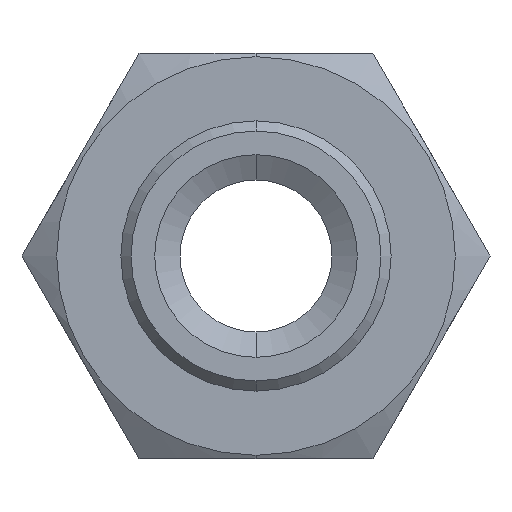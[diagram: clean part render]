
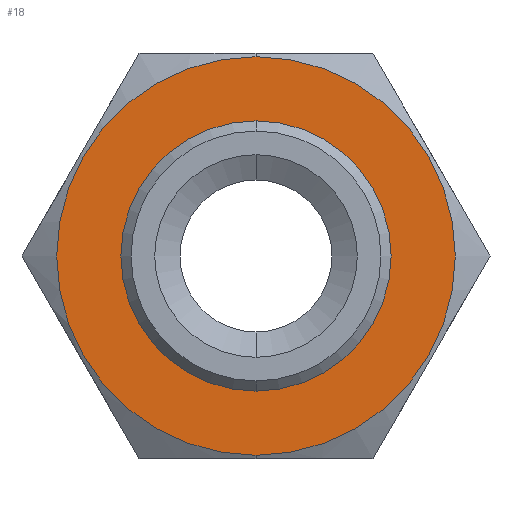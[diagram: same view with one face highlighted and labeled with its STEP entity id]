
A CAD part, front view. The second image highlights one B-rep face of the part: STEP entity #18.
In plain terms, the highlighted planar face has unit normal (0, -1, 0).
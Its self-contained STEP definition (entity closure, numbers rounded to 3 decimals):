
#18 = ADVANCED_FACE ( 'NONE', ( #900, #901 ), #267, .T. ) ;
#63 = EDGE_CURVE ( 'NONE', #417, #446, #1606, .T. ) ;
#89 = EDGE_CURVE ( 'NONE', #374, #375, #1503, .T. ) ;
#118 = EDGE_CURVE ( 'NONE', #375, #374, #1574, .T. ) ;
#164 = EDGE_CURVE ( 'NONE', #446, #417, #1458, .T. ) ;
#266 = CARTESIAN_POINT ( 'NONE',  ( 5.9, 18., 0. ) ) ;
#267 = PLANE ( 'NONE',  #1615 ) ;
#268 = DIRECTION ( 'NONE',  ( 0., 0., -1. ) ) ;
#269 = DIRECTION ( 'NONE',  ( 0., -1., 0. ) ) ;
#374 = VERTEX_POINT ( 'NONE', #745 ) ;
#375 = VERTEX_POINT ( 'NONE', #746 ) ;
#417 = VERTEX_POINT ( 'NONE', #777 ) ;
#446 = VERTEX_POINT ( 'NONE', #795 ) ;
#509 = EDGE_LOOP ( 'NONE', ( #1352, #1342 ) ) ;
#511 = EDGE_LOOP ( 'NONE', ( #1366, #1378 ) ) ;
#725 = CARTESIAN_POINT ( 'NONE',  ( 0., 18., 0. ) ) ;
#726 = DIRECTION ( 'NONE',  ( 0., -1., 0. ) ) ;
#727 = DIRECTION ( 'NONE',  ( 0., 0., -1. ) ) ;
#745 = CARTESIAN_POINT ( 'NONE',  ( 0., 18., -4. ) ) ;
#746 = CARTESIAN_POINT ( 'NONE',  ( 0., 18., 4. ) ) ;
#777 = CARTESIAN_POINT ( 'NONE',  ( 0., 18., -5.9 ) ) ;
#795 = CARTESIAN_POINT ( 'NONE',  ( 0., 18., 5.9 ) ) ;
#900 = FACE_OUTER_BOUND ( 'NONE', #509, .T. ) ;
#901 = FACE_BOUND ( 'NONE', #511, .T. ) ;
#1105 = CARTESIAN_POINT ( 'NONE',  ( 0., 18., 0. ) ) ;
#1106 = DIRECTION ( 'NONE',  ( 0., -1., 0. ) ) ;
#1107 = DIRECTION ( 'NONE',  ( 0., 0., -1. ) ) ;
#1183 = CARTESIAN_POINT ( 'NONE',  ( 0., 18., 0. ) ) ;
#1184 = DIRECTION ( 'NONE',  ( 0., -1., 0. ) ) ;
#1185 = DIRECTION ( 'NONE',  ( 0., 0., -1. ) ) ;
#1275 = CARTESIAN_POINT ( 'NONE',  ( 0., 18., 0. ) ) ;
#1276 = DIRECTION ( 'NONE',  ( 0., -1., 0. ) ) ;
#1277 = DIRECTION ( 'NONE',  ( 0., 0., -1. ) ) ;
#1342 = ORIENTED_EDGE ( 'NONE', *, *, #63, .T. ) ;
#1352 = ORIENTED_EDGE ( 'NONE', *, *, #164, .T. ) ;
#1366 = ORIENTED_EDGE ( 'NONE', *, *, #89, .F. ) ;
#1378 = ORIENTED_EDGE ( 'NONE', *, *, #118, .F. ) ;
#1458 = CIRCLE ( 'NONE', #1459, 5.9 ) ;
#1459 = AXIS2_PLACEMENT_3D ( 'NONE', #725, #726, #727 ) ;
#1483 = AXIS2_PLACEMENT_3D ( 'NONE', #1105, #1106, #1107 ) ;
#1503 = CIRCLE ( 'NONE', #1562, 4. ) ;
#1509 = AXIS2_PLACEMENT_3D ( 'NONE', #1275, #1276, #1277 ) ;
#1562 = AXIS2_PLACEMENT_3D ( 'NONE', #1183, #1184, #1185 ) ;
#1574 = CIRCLE ( 'NONE', #1509, 4. ) ;
#1606 = CIRCLE ( 'NONE', #1483, 5.9 ) ;
#1615 = AXIS2_PLACEMENT_3D ( 'NONE', #266, #269, #268 ) ;
